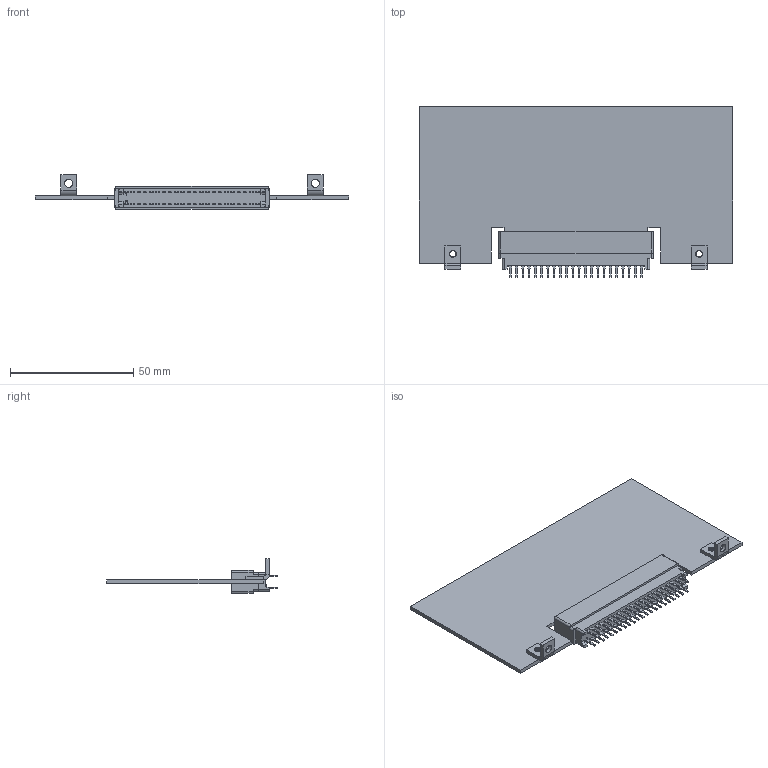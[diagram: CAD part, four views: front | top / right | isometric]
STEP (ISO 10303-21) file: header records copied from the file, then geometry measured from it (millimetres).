
FILE_DESCRIPTION(/* description */ (''),/* implementation_level */ '2;1');
FILE_NAME(/* name */ 'Daughter Board Assy.stp',/* time_stamp */ '2019-09-08T19:47:47-07:00',/* author */ ('matt'),/* organization */ (''),/* preprocessor_version */ 'ST-DEVELOPER v16.13',/* originating_system */ 'Autodesk Inventor 2018',/* authorisation */ '');
FILE_SCHEMA (('AUTOMOTIVE_DESIGN { 1 0 10303 214 3 1 1 }'));
Length unit declared in the file: inch
Products named in the file (4): Daughter Board Assy; c-5530843-4-f-3d; Daughter Board; keystone-PN612
Assembly tree (4 placements, depth 2):
  Daughter Board Assy
    c-5530843-4-f-3d
    Daughter Board
    keystone-PN612  x2
Bounding box: 127 x 69.22 x 14.19 mm (x, y, z)
Volume: 19700.8 mm3; surface area: 21701 mm2
Topology: 4 solids, 4 shells, 590 faces, 1445 edges, 954 vertices
Faces by surface type: plane 508, cylinder 78, bspline 4
Full cylindrical faces by diameter (mm): 2.845 x8, 3.3 x2, 3.302 x2
Entity records: 17287 total; most frequent: CARTESIAN_POINT 3258, ORIENTED_EDGE 2764, DIRECTION 2655, EDGE_CURVE 1382, LINE 1243, VECTOR 1243, VERTEX_POINT 920, AXIS2_PLACEMENT_3D 706
